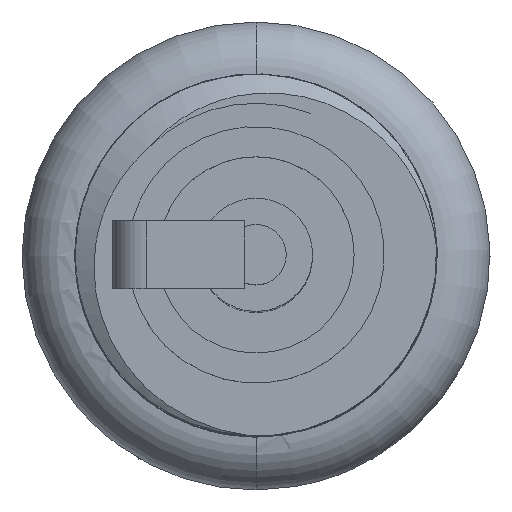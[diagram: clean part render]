
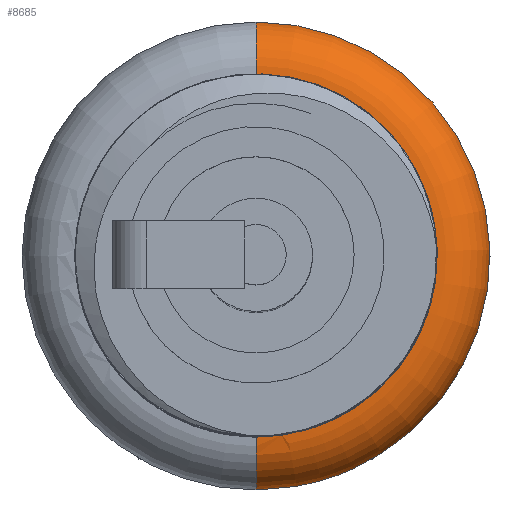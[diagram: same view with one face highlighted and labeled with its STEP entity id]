
A CAD part, top view. The second image highlights one B-rep face of the part: STEP entity #8685.
In plain terms, the highlighted toroidal (fillet/blend) face has major radius 12 mm and minor radius 3.5 mm.
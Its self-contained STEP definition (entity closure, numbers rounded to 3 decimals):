
#40 = CARTESIAN_POINT ( 'NONE',  ( 0., 12., -3.5 ) ) ;
#56 = AXIS2_PLACEMENT_3D ( 'NONE', #2942, #709, #3079 ) ;
#184 = VERTEX_POINT ( 'NONE', #3446 ) ;
#398 = AXIS2_PLACEMENT_3D ( 'NONE', #4736, #7026, #5425 ) ;
#709 = DIRECTION ( 'NONE',  ( 1., 0., 0. ) ) ;
#866 = ORIENTED_EDGE ( 'NONE', *, *, #3860, .F. ) ;
#929 = CARTESIAN_POINT ( 'NONE',  ( 0., 0., 3.5 ) ) ;
#1331 = EDGE_LOOP ( 'NONE', ( #3262, #6233, #866, #5055, #9044 ) ) ;
#2745 = CARTESIAN_POINT ( 'NONE',  ( 0., 12., 3.5 ) ) ;
#2829 = CARTESIAN_POINT ( 'NONE',  ( 0., -12., 3.5 ) ) ;
#2936 = DIRECTION ( 'NONE',  ( 0., 1., 0. ) ) ;
#2938 = FACE_OUTER_BOUND ( 'NONE', #1331, .T. ) ;
#2942 = CARTESIAN_POINT ( 'NONE',  ( 0., -12., 0. ) ) ;
#2965 = VERTEX_POINT ( 'NONE', #2829 ) ;
#3079 = DIRECTION ( 'NONE',  ( 0., 1., 0. ) ) ;
#3135 = AXIS2_PLACEMENT_3D ( 'NONE', #929, #7962, #8080 ) ;
#3168 = EDGE_CURVE ( 'NONE', #184, #2965, #3764, .T. ) ;
#3262 = ORIENTED_EDGE ( 'NONE', *, *, #3168, .T. ) ;
#3398 = CIRCLE ( 'NONE', #6041, 12. ) ;
#3446 = CARTESIAN_POINT ( 'NONE',  ( 6.447, -10.121, 3.5 ) ) ;
#3764 = CIRCLE ( 'NONE', #3135, 12. ) ;
#3799 = TOROIDAL_SURFACE ( 'NONE', #6480, 12., 3.5 ) ;
#3860 = EDGE_CURVE ( 'NONE', #6109, #4120, #3398, .T. ) ;
#3910 = EDGE_CURVE ( 'NONE', #2965, #4120, #8533, .T. ) ;
#4061 = CARTESIAN_POINT ( 'NONE',  ( 0., 0., 3.5 ) ) ;
#4120 = VERTEX_POINT ( 'NONE', #9436 ) ;
#4121 = DIRECTION ( 'NONE',  ( 0., 1., 0. ) ) ;
#4360 = CARTESIAN_POINT ( 'NONE',  ( 0., 0., -3.5 ) ) ;
#4736 = CARTESIAN_POINT ( 'NONE',  ( 0., 12., 0. ) ) ;
#5055 = ORIENTED_EDGE ( 'NONE', *, *, #6071, .F. ) ;
#5213 = CIRCLE ( 'NONE', #398, 3.5 ) ;
#5425 = DIRECTION ( 'NONE',  ( 0., 0., 1. ) ) ;
#5713 = VERTEX_POINT ( 'NONE', #2745 ) ;
#6041 = AXIS2_PLACEMENT_3D ( 'NONE', #4360, #6816, #9841 ) ;
#6071 = EDGE_CURVE ( 'NONE', #5713, #6109, #5213, .T. ) ;
#6109 = VERTEX_POINT ( 'NONE', #40 ) ;
#6233 = ORIENTED_EDGE ( 'NONE', *, *, #3910, .T. ) ;
#6461 = DIRECTION ( 'NONE',  ( 0., 0., -1. ) ) ;
#6480 = AXIS2_PLACEMENT_3D ( 'NONE', #6707, #7487, #2936 ) ;
#6655 = CIRCLE ( 'NONE', #7703, 12. ) ;
#6707 = CARTESIAN_POINT ( 'NONE',  ( 0., 0., 0. ) ) ;
#6736 = EDGE_CURVE ( 'NONE', #5713, #184, #6655, .T. ) ;
#6816 = DIRECTION ( 'NONE',  ( 0., 0., -1. ) ) ;
#7026 = DIRECTION ( 'NONE',  ( -1., 0., 0. ) ) ;
#7487 = DIRECTION ( 'NONE',  ( 0., 0., -1. ) ) ;
#7703 = AXIS2_PLACEMENT_3D ( 'NONE', #4061, #6461, #4121 ) ;
#7962 = DIRECTION ( 'NONE',  ( 0., 0., -1. ) ) ;
#8080 = DIRECTION ( 'NONE',  ( 0., 1., 0. ) ) ;
#8533 = CIRCLE ( 'NONE', #56, 3.5 ) ;
#8685 = ADVANCED_FACE ( 'NONE', ( #2938 ), #3799, .T. ) ;
#9044 = ORIENTED_EDGE ( 'NONE', *, *, #6736, .T. ) ;
#9436 = CARTESIAN_POINT ( 'NONE',  ( 0., -12., -3.5 ) ) ;
#9841 = DIRECTION ( 'NONE',  ( 0., 1., 0. ) ) ;
